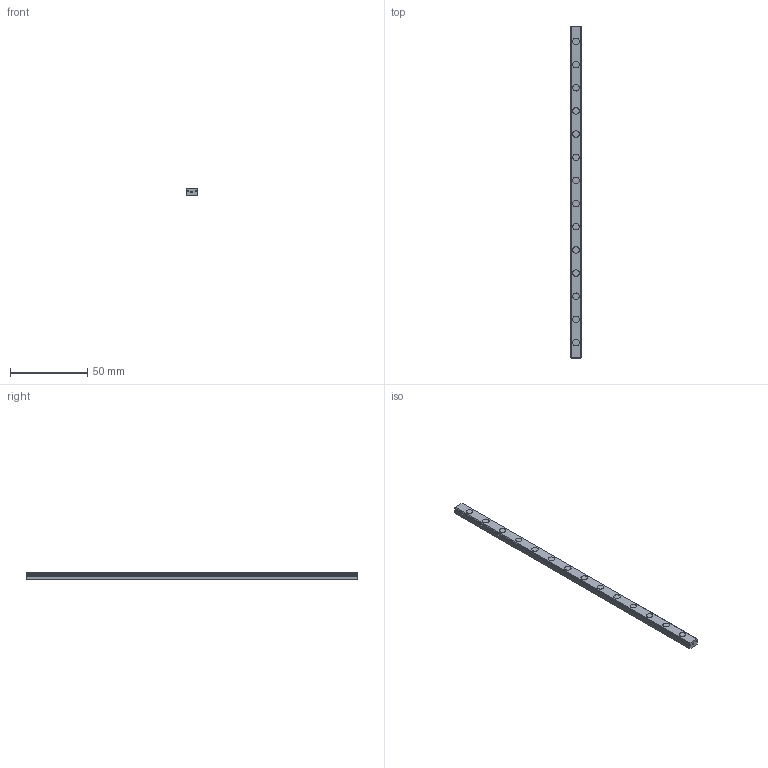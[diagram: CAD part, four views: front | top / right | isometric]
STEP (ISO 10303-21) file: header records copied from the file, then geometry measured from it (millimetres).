
FILE_DESCRIPTION(('STEP AP214'),'1');
FILE_NAME('cctmp_2DF8E594-0D8E-4FA7-A645-0EA4DCA464D9_2021_02_18_12_42_11_0696..stp','2021-02-18T11:42:11',('HIWIN GmbH'),('CADClick - www.CADClick.com'),'Spatial InterOp 3D',' ','unknown authorization');
FILE_SCHEMA(('AUTOMOTIVE_DESIGN'));
Length unit declared in the file: millimetre
Products named in the file (1): MGNR07R215CM_FILE
Bounding box: 7 x 215 x 4.8 mm (x, y, z)
Volume: 6214.2 mm3; surface area: 6625.7 mm2
Topology: 1 solids, 1 shells, 221 faces, 519 edges, 346 vertices
Faces by surface type: plane 121, cylinder 100
Entity records: 8185 total; most frequent: DIRECTION 1163, CARTESIAN_POINT 1087, ORIENTED_EDGE 1038, EDGE_CURVE 519, AXIS2_PLACEMENT_3D 422, VERTEX_POINT 346, LINE 319, VECTOR 319
